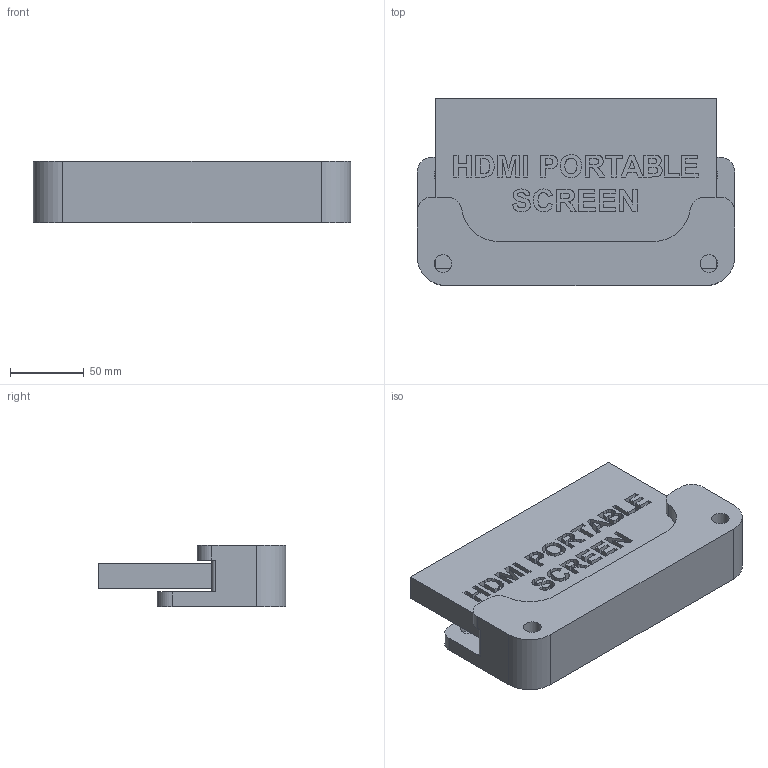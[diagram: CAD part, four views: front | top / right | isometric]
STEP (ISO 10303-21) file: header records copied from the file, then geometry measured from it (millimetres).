
FILE_DESCRIPTION(/* description */ (''),/* implementation_level */ '2;1');
FILE_NAME(/* name */ 'screen_holder.step',/* time_stamp */ '2023-09-08T14:45:29+02:00',/* author */ (''),/* organization */ (''),/* preprocessor_version */ 'ST-DEVELOPER v20',/* originating_system */ 'Autodesk Translation Framework v12.9.0.99',/* authorisation */ '');
FILE_SCHEMA (('AUTOMOTIVE_DESIGN { 1 0 10303 214 3 1 1 }'));
Length unit declared in the file: millimetre
Products named in the file (3): screen_holder; screen; Screem_holder
Assembly tree (2 placements, depth 2):
  screen_holder
    screen
    Screem_holder
Bounding box: 215 x 127 x 41.5 mm (x, y, z)
Volume: 608907 mm3; surface area: 118128 mm2
Topology: 2 solids, 2 shells, 380 faces, 1050 edges, 700 vertices
Faces by surface type: plane 207, bspline 147, cylinder 26
Full cylindrical faces by diameter (mm): 3.5 x1, 4.5 x3, 12 x4
Entity records: 12333 total; most frequent: CARTESIAN_POINT 3459, ORIENTED_EDGE 2100, DIRECTION 1294, EDGE_CURVE 1050, VERTEX_POINT 700, LINE 696, VECTOR 696, EDGE_LOOP 418
